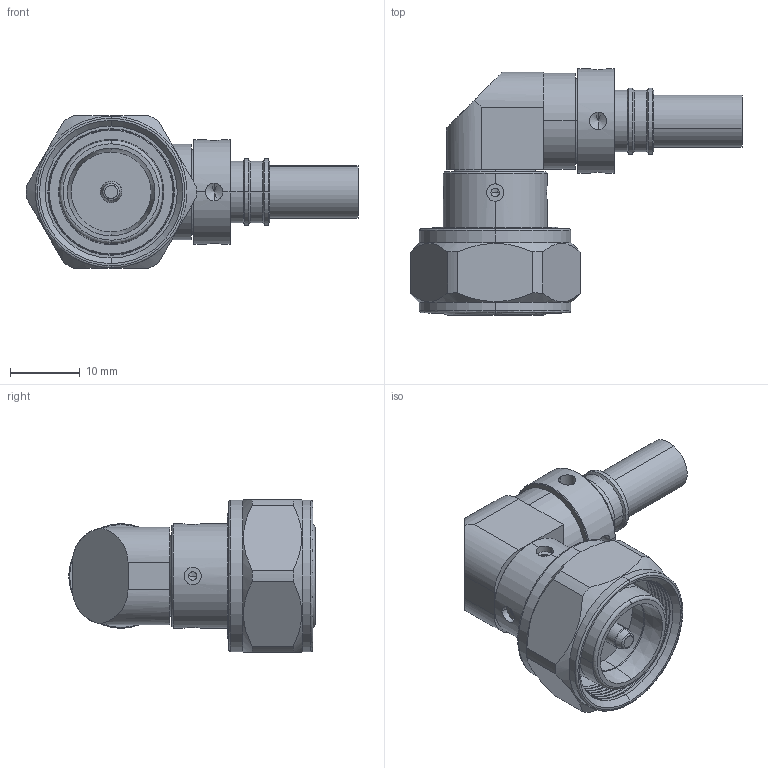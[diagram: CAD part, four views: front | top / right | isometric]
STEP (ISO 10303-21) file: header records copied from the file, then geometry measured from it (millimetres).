
FILE_DESCRIPTION (( 'STEP AP214' ), '1' );
FILE_NAME ('3190-8094(EZ-240-4310M-RA-X)_SD.STEP', '2020-12-14T06:50:55', ( '' ), ( '' ), 'SwSTEP 2.0', 'SolidWorks 2018', '' );
FILE_SCHEMA (( 'AUTOMOTIVE_DESIGN' ));
Length unit declared in the file: millimetre
Products named in the file (7): 3192-6057_SD; SD^3192-6057; 3192-6073_SD; SD^3192-6073; 3192-6034_SD; SD^3192-6034; 3190-8094(EZ-240-4310M-RA-X)_SD
Assembly tree (6 placements, depth 3):
  3190-8094(EZ-240-4310M-RA-X)_SD
    3192-6034_SD
      SD^3192-6034
    3192-6073_SD
      SD^3192-6073
    3192-6057_SD
      SD^3192-6057
Bounding box: 47.75 x 35.4 x 22 mm (x, y, z)
Volume: 9284.7 mm3; surface area: 6386.9 mm2
Topology: 4 solids, 5 shells, 244 faces, 551 edges, 326 vertices
Faces by surface type: cylinder 98, cone 78, plane 42, bspline 20, torus 6
Entity records: 7726 total; most frequent: CARTESIAN_POINT 2107, DIRECTION 1227, ORIENTED_EDGE 1070, EDGE_CURVE 535, AXIS2_PLACEMENT_3D 514, VERTEX_POINT 326, CIRCLE 278, EDGE_LOOP 273
